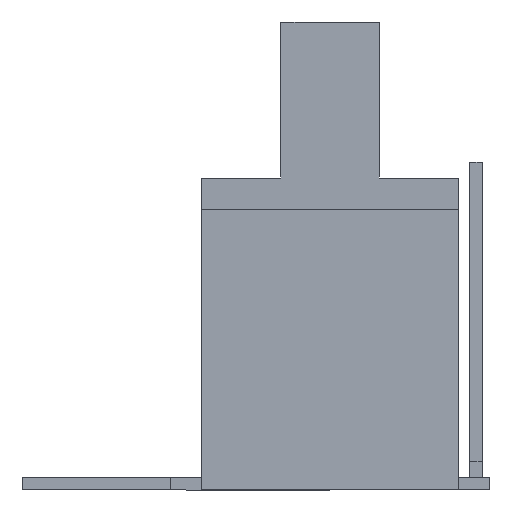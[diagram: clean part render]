
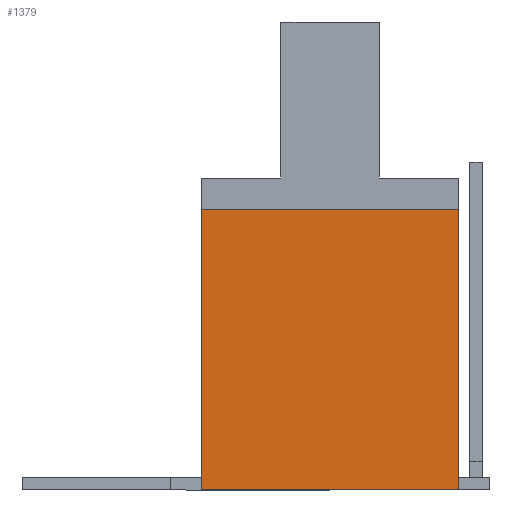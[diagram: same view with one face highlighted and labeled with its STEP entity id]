
A CAD part, left-side view. The second image highlights one B-rep face of the part: STEP entity #1379.
In plain terms, the highlighted planar face has unit normal (-1, 0, 0).
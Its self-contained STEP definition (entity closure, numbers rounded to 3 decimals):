
#46 = EDGE_CURVE ( 'NONE', #1544, #1221, #963, .T. ) ;
#66 = DIRECTION ( 'NONE',  ( 0., -1., 0. ) ) ;
#102 = LINE ( 'NONE', #1166, #701 ) ;
#112 = EDGE_CURVE ( 'NONE', #783, #299, #1411, .T. ) ;
#178 = EDGE_CURVE ( 'NONE', #783, #1395, #1105, .T. ) ;
#194 = ORIENTED_EDGE ( 'NONE', *, *, #112, .T. ) ;
#222 = CARTESIAN_POINT ( 'NONE',  ( -14.3, 2., 1. ) ) ;
#273 = VECTOR ( 'NONE', #1342, 1000. ) ;
#299 = VERTEX_POINT ( 'NONE', #1252 ) ;
#324 = EDGE_LOOP ( 'NONE', ( #194, #1474, #1515, #575, #937, #437 ) ) ;
#343 = DIRECTION ( 'NONE',  ( 0., 0., 1. ) ) ;
#365 = DIRECTION ( 'NONE',  ( 0., 0., -1. ) ) ;
#387 = EDGE_CURVE ( 'NONE', #1221, #1395, #1535, .T. ) ;
#389 = CARTESIAN_POINT ( 'NONE',  ( -14.3, 0., 17.2 ) ) ;
#403 = PLANE ( 'NONE',  #1334 ) ;
#412 = CARTESIAN_POINT ( 'NONE',  ( -14.3, 0., 0. ) ) ;
#429 = CARTESIAN_POINT ( 'NONE',  ( -14.3, 18.5, 17.2 ) ) ;
#437 = ORIENTED_EDGE ( 'NONE', *, *, #178, .F. ) ;
#459 = VECTOR ( 'NONE', #66, 1000. ) ;
#470 = CARTESIAN_POINT ( 'NONE',  ( -14.3, 0., -0.8 ) ) ;
#533 = VECTOR ( 'NONE', #1364, 1000. ) ;
#563 = DIRECTION ( 'NONE',  ( 0., 0., -1. ) ) ;
#575 = ORIENTED_EDGE ( 'NONE', *, *, #46, .T. ) ;
#701 = VECTOR ( 'NONE', #563, 1000. ) ;
#707 = VECTOR ( 'NONE', #365, 1000. ) ;
#737 = CARTESIAN_POINT ( 'NONE',  ( -14.3, 2., 0. ) ) ;
#783 = VERTEX_POINT ( 'NONE', #222 ) ;
#796 = EDGE_CURVE ( 'NONE', #1198, #1544, #102, .T. ) ;
#822 = CARTESIAN_POINT ( 'NONE',  ( -14.3, 2., 0. ) ) ;
#893 = DIRECTION ( 'NONE',  ( 1., 0., 0. ) ) ;
#937 = ORIENTED_EDGE ( 'NONE', *, *, #387, .T. ) ;
#963 = LINE ( 'NONE', #1320, #707 ) ;
#996 = LINE ( 'NONE', #389, #273 ) ;
#1056 = EDGE_CURVE ( 'NONE', #299, #1198, #996, .T. ) ;
#1058 = VECTOR ( 'NONE', #343, 1000. ) ;
#1105 = LINE ( 'NONE', #737, #533 ) ;
#1139 = CARTESIAN_POINT ( 'NONE',  ( -14.3, 18.5, 1. ) ) ;
#1166 = CARTESIAN_POINT ( 'NONE',  ( -14.3, 18.5, 0. ) ) ;
#1198 = VERTEX_POINT ( 'NONE', #429 ) ;
#1221 = VERTEX_POINT ( 'NONE', #1440 ) ;
#1223 = CARTESIAN_POINT ( 'NONE',  ( -14.3, 2., -0.8 ) ) ;
#1252 = CARTESIAN_POINT ( 'NONE',  ( -14.3, 2., 17.2 ) ) ;
#1320 = CARTESIAN_POINT ( 'NONE',  ( -14.3, 18.5, 1. ) ) ;
#1334 = AXIS2_PLACEMENT_3D ( 'NONE', #412, #893, #1455 ) ;
#1342 = DIRECTION ( 'NONE',  ( 0., 1., 0. ) ) ;
#1358 = FACE_OUTER_BOUND ( 'NONE', #324, .T. ) ;
#1364 = DIRECTION ( 'NONE',  ( 0., 0., -1. ) ) ;
#1379 = ADVANCED_FACE ( 'NONE', ( #1358 ), #403, .F. ) ;
#1395 = VERTEX_POINT ( 'NONE', #1223 ) ;
#1411 = LINE ( 'NONE', #822, #1058 ) ;
#1440 = CARTESIAN_POINT ( 'NONE',  ( -14.3, 18.5, -0.8 ) ) ;
#1455 = DIRECTION ( 'NONE',  ( 0., 0., -1. ) ) ;
#1474 = ORIENTED_EDGE ( 'NONE', *, *, #1056, .T. ) ;
#1515 = ORIENTED_EDGE ( 'NONE', *, *, #796, .T. ) ;
#1535 = LINE ( 'NONE', #470, #459 ) ;
#1544 = VERTEX_POINT ( 'NONE', #1139 ) ;
